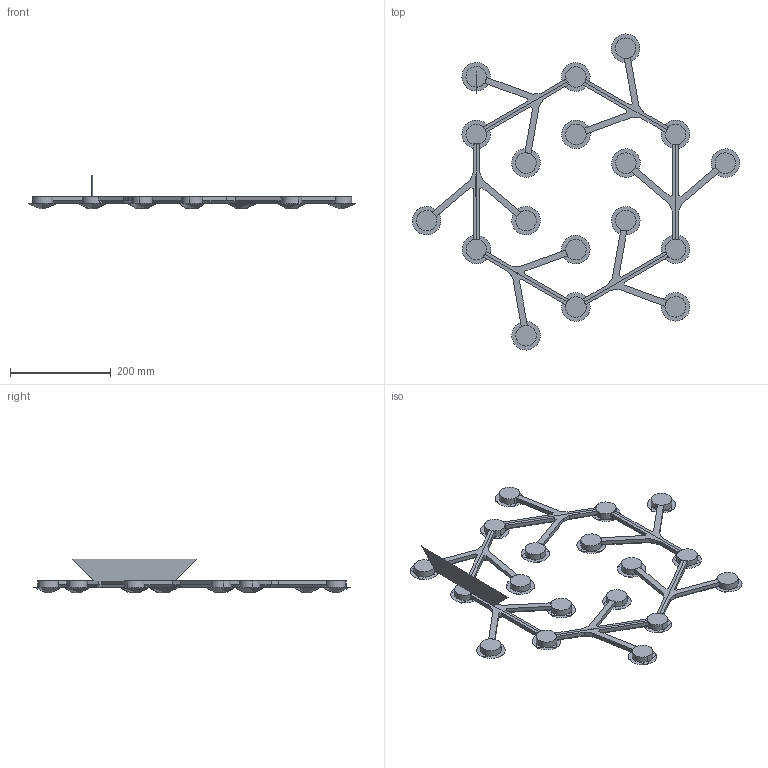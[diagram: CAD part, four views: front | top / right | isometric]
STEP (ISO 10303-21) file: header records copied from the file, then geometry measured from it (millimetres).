
FILE_DESCRIPTION(/* description */ (''),/* implementation_level */ '2;1');
FILE_NAME(/* name */ 'LedNetCircolareSoffitto_3D',/* time_stamp */ '2011-10-17T09:48:12+02:00',/* author */ (''),/* organization */ (''),/* preprocessor_version */ 'ST-DEVELOPER v10',/* originating_system */ '',/* authorisation */ '');
FILE_SCHEMA (('CONFIG_CONTROL_DESIGN'));
Length unit declared in the file: millimetre
Products named in the file (1): 1
Bounding box: 648.86 x 626.52 x 67.21 mm (x, y, z)
Volume: 2050874.1 mm3; surface area: 472609.2 mm2
Topology: 39 solids, 99 shells, 534 faces, 1854 edges, 1406 vertices
Faces by surface type: bspline 534
Entity records: 24428 total; most frequent: CARTESIAN_POINT 15671, ORIENTED_EDGE 2644, EDGE_CURVE 1646, VERTEX_POINT 1214, B_SPLINE_CURVE_WITH_KNOTS 930, ADVANCED_FACE 534, FACE_OUTER_BOUND 534, EDGE_LOOP 534
